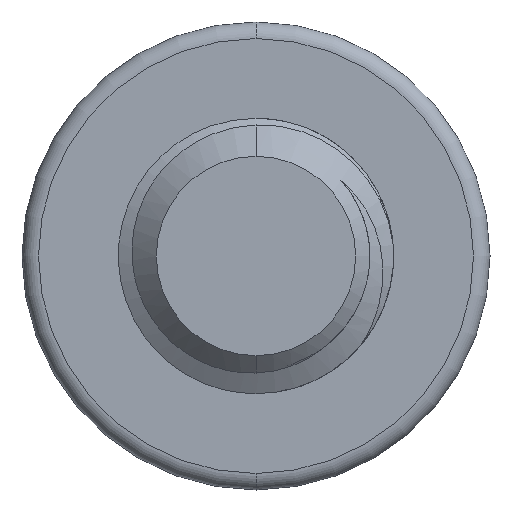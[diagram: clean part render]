
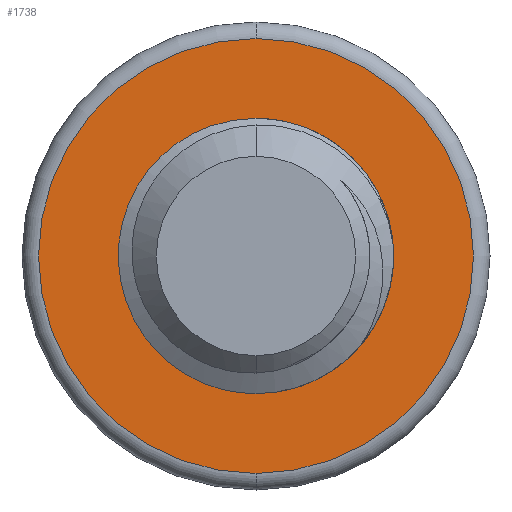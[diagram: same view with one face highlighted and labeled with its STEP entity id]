
A CAD part, front view. The second image highlights one B-rep face of the part: STEP entity #1738.
In plain terms, the highlighted planar face has unit normal (0, -1, 0).
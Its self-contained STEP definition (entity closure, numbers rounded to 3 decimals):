
#24 = ORIENTED_EDGE ( 'NONE', *, *, #2234, .T. ) ;
#162 = CARTESIAN_POINT ( 'NONE',  ( -1.367, 8., -1.937 ) ) ;
#176 = CARTESIAN_POINT ( 'NONE',  ( -1.805, 8., 1.043 ) ) ;
#219 = CARTESIAN_POINT ( 'NONE',  ( 2.224, 8., 0.524 ) ) ;
#227 = CARTESIAN_POINT ( 'NONE',  ( -0.915, 8., 1.859 ) ) ;
#230 = VERTEX_POINT ( 'NONE', #1432 ) ;
#304 = B_SPLINE_CURVE_WITH_KNOTS ( 'NONE', 3,
 ( #3038, #2535, #1491, #1511, #1228, #2281, #709, #2803, #219, #2400, #2138, #2914, #766, #1108, #565, #3188, #1091, #2065 ),
 .UNSPECIFIED., .F., .F.,
 ( 4, 2, 2, 2, 2, 2, 2, 2, 4 ),
 ( 0., 0.001, 0.001, 0.002, 0.002, 0.003, 0.003, 0.004, 0.004 ),
 .UNSPECIFIED. ) ;
#325 = EDGE_CURVE ( 'NONE', #472, #230, #920, .T. ) ;
#340 = VERTEX_POINT ( 'NONE', #2797 ) ;
#360 = AXIS2_PLACEMENT_3D ( 'NONE', #842, #776, #2678 ) ;
#372 = EDGE_LOOP ( 'NONE', ( #24, #3315, #622, #3123 ) ) ;
#407 = CARTESIAN_POINT ( 'NONE',  ( -0.901, 8., -2.25 ) ) ;
#418 = CIRCLE ( 'NONE', #2918, 2.5 ) ;
#439 = CARTESIAN_POINT ( 'NONE',  ( -1.033, 8., 1.795 ) ) ;
#472 = VERTEX_POINT ( 'NONE', #1960 ) ;
#562 = PLANE ( 'NONE',  #360 ) ;
#565 = CARTESIAN_POINT ( 'NONE',  ( 2.162, 8., -1.134 ) ) ;
#622 = ORIENTED_EDGE ( 'NONE', *, *, #1878, .T. ) ;
#652 = CARTESIAN_POINT ( 'NONE',  ( -0.269, 8., 2.054 ) ) ;
#656 = CARTESIAN_POINT ( 'NONE',  ( -0.372, 8., -2.447 ) ) ;
#685 = CIRCLE ( 'NONE', #3037, 3.95 ) ;
#707 = CARTESIAN_POINT ( 'NONE',  ( -1.633, 8., -1.671 ) ) ;
#709 = CARTESIAN_POINT ( 'NONE',  ( 1.976, 8., 1.03 ) ) ;
#742 = CARTESIAN_POINT ( 'NONE',  ( -2.125, 8., -0.67 ) ) ;
#750 = CARTESIAN_POINT ( 'NONE',  ( 1.768, 8., -1.768 ) ) ;
#766 = CARTESIAN_POINT ( 'NONE',  ( 2.314, 8., -0.591 ) ) ;
#776 = DIRECTION ( 'NONE',  ( 0., 1., 0. ) ) ;
#842 = CARTESIAN_POINT ( 'NONE',  ( 0., 8., 0. ) ) ;
#883 = CARTESIAN_POINT ( 'NONE',  ( 0., 8., 0. ) ) ;
#911 = CARTESIAN_POINT ( 'NONE',  ( -0.665, 8., 1.962 ) ) ;
#920 = B_SPLINE_CURVE_WITH_KNOTS ( 'NONE', 3,
 ( #3030, #176, #2259, #3051, #1709, #439, #227, #911, #2547, #652, #1772, #1485, #1756, #2763 ),
 .UNSPECIFIED., .F., .F.,
 ( 4, 2, 2, 2, 2, 2, 4 ),
 ( 0., 0.001, 0.001, 0.002, 0.002, 0.002, 0.003 ),
 .UNSPECIFIED. ) ;
#927 = EDGE_CURVE ( 'NONE', #2808, #340, #685, .T. ) ;
#978 = ORIENTED_EDGE ( 'NONE', *, *, #2479, .T. ) ;
#988 = CARTESIAN_POINT ( 'NONE',  ( -1.749, 8., -1.524 ) ) ;
#1091 = CARTESIAN_POINT ( 'NONE',  ( 1.89, 8., -1.623 ) ) ;
#1107 = CARTESIAN_POINT ( 'NONE',  ( 0., 8., 0. ) ) ;
#1108 = CARTESIAN_POINT ( 'NONE',  ( 2.227, 8., -0.955 ) ) ;
#1126 = DIRECTION ( 'NONE',  ( 0., 0., 1. ) ) ;
#1188 = CARTESIAN_POINT ( 'NONE',  ( 0., 8., 3.95 ) ) ;
#1226 = CARTESIAN_POINT ( 'NONE',  ( -1.942, 8., -1.203 ) ) ;
#1228 = CARTESIAN_POINT ( 'NONE',  ( 1.609, 8., 1.459 ) ) ;
#1241 = CIRCLE ( 'NONE', #1840, 3.95 ) ;
#1284 = CARTESIAN_POINT ( 'NONE',  ( -1.91, 8., 0.791 ) ) ;
#1291 = EDGE_CURVE ( 'NONE', #3019, #1440, #418, .T. ) ;
#1432 = CARTESIAN_POINT ( 'NONE',  ( 0.791, 8., 1.91 ) ) ;
#1440 = VERTEX_POINT ( 'NONE', #1553 ) ;
#1485 = CARTESIAN_POINT ( 'NONE',  ( 0.273, 8., 2.067 ) ) ;
#1491 = CARTESIAN_POINT ( 'NONE',  ( 1.144, 8., 1.78 ) ) ;
#1511 = CARTESIAN_POINT ( 'NONE',  ( 1.463, 8., 1.581 ) ) ;
#1553 = CARTESIAN_POINT ( 'NONE',  ( 0., 8., -2.5 ) ) ;
#1666 = DIRECTION ( 'NONE',  ( 0., 0., 1. ) ) ;
#1681 = CARTESIAN_POINT ( 'NONE',  ( 0., 8., -2.5 ) ) ;
#1709 = CARTESIAN_POINT ( 'NONE',  ( -1.259, 8., 1.645 ) ) ;
#1738 = ADVANCED_FACE ( 'NONE', ( #2414, #2397 ), #562, .F. ) ;
#1756 = CARTESIAN_POINT ( 'NONE',  ( 0.539, 8., 2.014 ) ) ;
#1766 = EDGE_LOOP ( 'NONE', ( #2467, #978 ) ) ;
#1772 = CARTESIAN_POINT ( 'NONE',  ( -0.135, 8., 2.067 ) ) ;
#1815 = DIRECTION ( 'NONE',  ( 0., 0., 1. ) ) ;
#1840 = AXIS2_PLACEMENT_3D ( 'NONE', #883, #2987, #1666 ) ;
#1878 = EDGE_CURVE ( 'NONE', #1440, #472, #2352, .T. ) ;
#1960 = CARTESIAN_POINT ( 'NONE',  ( -1.91, 8., 0.791 ) ) ;
#2057 = DIRECTION ( 'NONE',  ( 0., 1., 0. ) ) ;
#2065 = CARTESIAN_POINT ( 'NONE',  ( 1.768, 8., -1.768 ) ) ;
#2138 = CARTESIAN_POINT ( 'NONE',  ( 2.336, 8., -0.027 ) ) ;
#2234 = EDGE_CURVE ( 'NONE', #230, #3019, #304, .T. ) ;
#2259 = CARTESIAN_POINT ( 'NONE',  ( -1.651, 8., 1.273 ) ) ;
#2279 = CARTESIAN_POINT ( 'NONE',  ( -2.001, 8., 0.625 ) ) ;
#2281 = CARTESIAN_POINT ( 'NONE',  ( 1.864, 8., 1.185 ) ) ;
#2330 = CARTESIAN_POINT ( 'NONE',  ( -2.019, 8., -1.028 ) ) ;
#2352 = B_SPLINE_CURVE_WITH_KNOTS ( 'NONE', 3,
 ( #1681, #2719, #656, #3243, #407, #2500, #162, #707, #988, #1226, #2330, #742, #3056, #2839, #3316, #3072, #2279, #1284 ),
 .UNSPECIFIED., .F., .F.,
 ( 4, 2, 2, 2, 2, 2, 2, 2, 4 ),
 ( 0., 0.001, 0.001, 0.002, 0.002, 0.003, 0.003, 0.004, 0.004 ),
 .UNSPECIFIED. ) ;
#2397 = FACE_BOUND ( 'NONE', #372, .T. ) ;
#2399 = DIRECTION ( 'NONE',  ( 0., -1., 0. ) ) ;
#2400 = CARTESIAN_POINT ( 'NONE',  ( 2.315, 8., 0.159 ) ) ;
#2414 = FACE_OUTER_BOUND ( 'NONE', #1766, .T. ) ;
#2467 = ORIENTED_EDGE ( 'NONE', *, *, #927, .T. ) ;
#2479 = EDGE_CURVE ( 'NONE', #340, #2808, #1241, .T. ) ;
#2500 = CARTESIAN_POINT ( 'NONE',  ( -1.219, 8., -2.054 ) ) ;
#2535 = CARTESIAN_POINT ( 'NONE',  ( 0.973, 8., 1.857 ) ) ;
#2547 = CARTESIAN_POINT ( 'NONE',  ( -0.533, 8., 2.002 ) ) ;
#2678 = DIRECTION ( 'NONE',  ( 0., 0., 1. ) ) ;
#2719 = CARTESIAN_POINT ( 'NONE',  ( -0.189, 8., -2.484 ) ) ;
#2763 = CARTESIAN_POINT ( 'NONE',  ( 0.791, 8., 1.91 ) ) ;
#2797 = CARTESIAN_POINT ( 'NONE',  ( 0., 8., -3.95 ) ) ;
#2803 = CARTESIAN_POINT ( 'NONE',  ( 2.155, 8., 0.701 ) ) ;
#2808 = VERTEX_POINT ( 'NONE', #1188 ) ;
#2839 = CARTESIAN_POINT ( 'NONE',  ( -2.169, 8., -0.107 ) ) ;
#2914 = CARTESIAN_POINT ( 'NONE',  ( 2.336, 8., -0.404 ) ) ;
#2918 = AXIS2_PLACEMENT_3D ( 'NONE', #3094, #2057, #1815 ) ;
#2987 = DIRECTION ( 'NONE',  ( 0., -1., 0. ) ) ;
#3019 = VERTEX_POINT ( 'NONE', #750 ) ;
#3030 = CARTESIAN_POINT ( 'NONE',  ( -1.91, 8., 0.791 ) ) ;
#3037 = AXIS2_PLACEMENT_3D ( 'NONE', #1107, #2399, #1126 ) ;
#3038 = CARTESIAN_POINT ( 'NONE',  ( 0.791, 8., 1.91 ) ) ;
#3051 = CARTESIAN_POINT ( 'NONE',  ( -1.365, 8., 1.558 ) ) ;
#3056 = CARTESIAN_POINT ( 'NONE',  ( -2.156, 8., -0.482 ) ) ;
#3072 = CARTESIAN_POINT ( 'NONE',  ( -2.068, 8., 0.448 ) ) ;
#3094 = CARTESIAN_POINT ( 'NONE',  ( 0., 8., 0. ) ) ;
#3123 = ORIENTED_EDGE ( 'NONE', *, *, #325, .T. ) ;
#3188 = CARTESIAN_POINT ( 'NONE',  ( 1.993, 8., -1.467 ) ) ;
#3243 = CARTESIAN_POINT ( 'NONE',  ( -0.727, 8., -2.33 ) ) ;
#3315 = ORIENTED_EDGE ( 'NONE', *, *, #1291, .T. ) ;
#3316 = CARTESIAN_POINT ( 'NONE',  ( -2.153, 8., 0.079 ) ) ;
